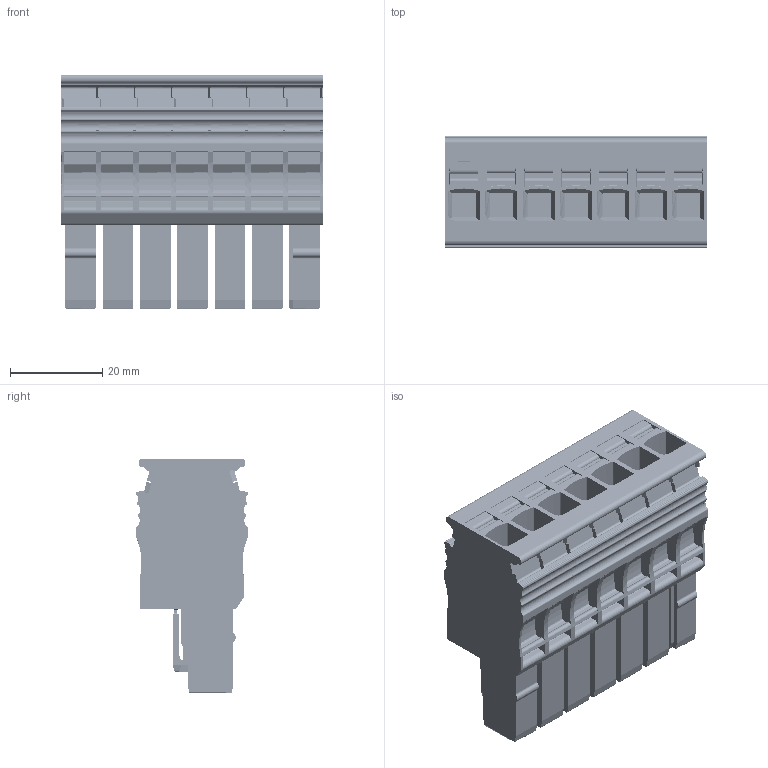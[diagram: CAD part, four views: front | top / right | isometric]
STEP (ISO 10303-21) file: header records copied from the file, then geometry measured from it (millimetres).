
FILE_DESCRIPTION(('CATIA V5 STEP Exchange','CAx-IF Rec.Pracs.--- Model Styling and Organization---1.4--- 2014-01-23'),'2;1');
FILE_NAME ('1454053-3_0', '2022-04-25T08:26:38+00:00', ('none'), ('Weidmueller'), 'CATIA Version 5-6 Release 2016 SP3 HF44', 'CATIA V5 STEP AP214', 'none');
FILE_SCHEMA(('AUTOMOTIVE_DESIGN { 1 0 10303 214 1 1 1 1 }'));
Products named in the file (1): 2882720000
Bounding box: 56.7 x 24.3 x 50.95 mm (x, y, z)
Volume: 41882.3 mm3; surface area: 35404.2 mm2
Topology: 15 solids, 51 shells, 4622 faces, 11877 edges, 7507 vertices
Faces by surface type: plane 1857, cylinder 1550, cone 635, torus 404, extrusion 114, bspline 62
Entity records: 137778 total; most frequent: CARTESIAN_POINT 33313, ORIENTED_EDGE 23746, DIRECTION 17412, EDGE_CURVE 11873, VERTEX_POINT 7507, AXIS2_PLACEMENT_3D 7081, VECTOR 6871, LINE 6757
